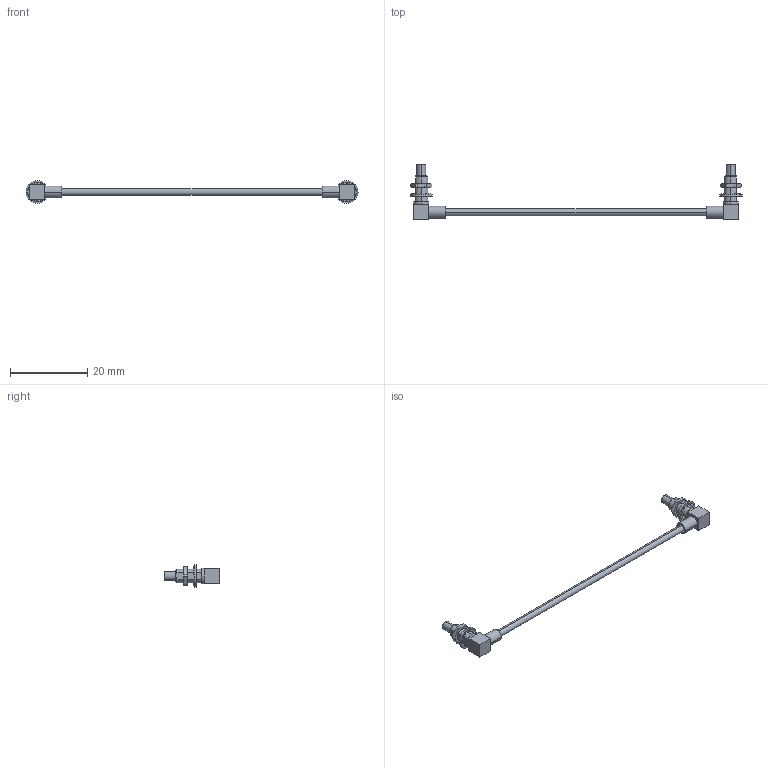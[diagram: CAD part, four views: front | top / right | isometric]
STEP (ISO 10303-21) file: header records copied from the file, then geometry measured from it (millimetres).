
FILE_DESCRIPTION (( 'STEP AP214' ), '1' );
FILE_NAME ('PE3C4462.step', '2020-04-20T15:47:44', ( '' ), ( '' ), 'SwSTEP 2.0', 'SolidWorks 2018', '' );
FILE_SCHEMA (( 'AUTOMOTIVE_DESIGN' ));
Length unit declared in the file: inch
Products named in the file (6): PE45386/FMCN1271(Ticket #1331)-MA1___; PE45386-MA5___; PE45386-MA4; PE3C4462; RG178BU_3"; PE45386/FMCN1271(Ticket #1331)___
Assembly tree (6 placements, depth 3):
  PE3C4462
    RG178BU_3"
    PE45386/FMCN1271(Ticket #1331)___  x2
      PE45386/FMCN1271(Ticket #1331)-MA1___
      PE45386-MA5___
      PE45386-MA4
Bounding box: 85.96 x 14.48 x 5.8 mm (x, y, z)
Volume: 525.3 mm3; surface area: 1292 mm2
Topology: 7 solids, 7 shells, 374 faces, 944 edges, 596 vertices
Faces by surface type: plane 258, cylinder 70, cone 38, torus 4, sphere 4
Entity records: 5947 total; most frequent: CARTESIAN_POINT 1114, DIRECTION 942, ORIENTED_EDGE 942, EDGE_CURVE 471, VECTOR 326, LINE 326, AXIS2_PLACEMENT_3D 308, VERTEX_POINT 298
